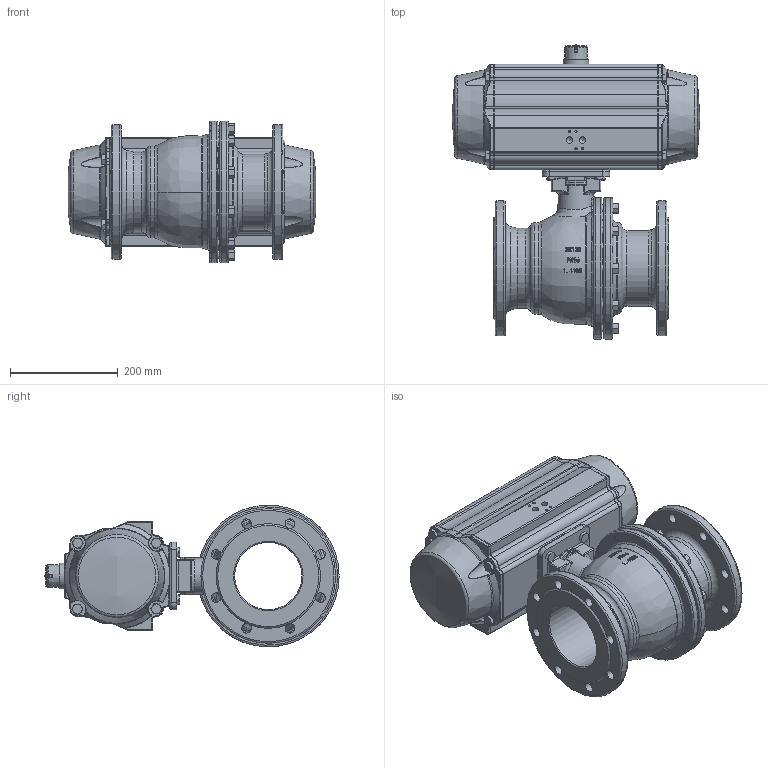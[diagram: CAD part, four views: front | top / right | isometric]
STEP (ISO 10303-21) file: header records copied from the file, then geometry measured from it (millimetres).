
FILE_DESCRIPTION(/* description */ ('Unknown'),/* implementation_level */ '2;1');
FILE_NAME(/* name */ 'DW08 0921_0930-13',/* time_stamp */ '2023-08-01T12:47:20+02:00',/* author */ ('Unknown'),/* organization */ ('Unknown'),/* preprocessor_version */ 'ST-DEVELOPER v18.102',/* originating_system */ 'Solid Edge',/* authorisation */ 'Unknown');
FILE_SCHEMA (('AUTOMOTIVE_DESIGN {1 0 10303 214 3 1 1}'));
Length unit declared in the file: millimetre
Products named in the file (14): DW682-8.200.125; DW08_FR07_(DW682_FR500); ____; ________(___________; _____________; ______; hexagon head bolts--product grade c gb_GB_FASTENER_BOLT_HHBC M12X55-N; cup head nib bolts with large head gb_GB_FASTENER_BOLT_CHNBW M6X25-N; KP-160; 8.200.125_PN16; Gewindestift; Körper; Mutter; M12x30
Assembly tree (43 placements, depth 4):
  DW682-8.200.125
    DW08_FR07_(DW682_FR500)
      ____
        ________(___________  x2
        _____________  x2
        ______
      hexagon head bolts--product grade c gb_GB_FASTENER_BOLT_HHBC M12X55-N  x8
      cup head nib bolts with large head gb_GB_FASTENER_BOLT_CHNBW M6X25-N
      KP-160
    8.200.125_PN16
      Gewindestift  x10
      Körper
      Mutter  x10
    M12x30  x4
Bounding box: 459.98 x 546.4 x 263 mm (x, y, z)
Volume: 19619259.8 mm3; surface area: 1056862.6 mm2
Topology: 40 solids, 40 shells, 1864 faces, 4462 edges, 2681 vertices
Faces by surface type: plane 558, cylinder 488, cone 338, bspline 301, torus 162, sphere 17
Full cylindrical faces by diameter (mm): 3 x16, 3.3 x8, 4.2 x12, 4.66 x1, 5 x1, 6 x1, 6.2 x1, 8.5 x4, 10.2 x12, 10.376 x10, 11.8 x22, 12 x42, 14 x4, 18 x16, 38.5 x1, 39 x1, 47.8 x1, 48 x1, 50 x1, 67 x1, 70 x2, 72 x1, 125 x1, 140.2 x1, 148 x1, 170 x2, 250 x2, 263 x2
Entity records: 61155 total; most frequent: CARTESIAN_POINT 32589, ORIENTED_EDGE 5792, DIRECTION 5565, EDGE_CURVE 2896, AXIS2_PLACEMENT_3D 2286, VERTEX_POINT 1877, FACE_BOUND 1659, EDGE_LOOP 1632
